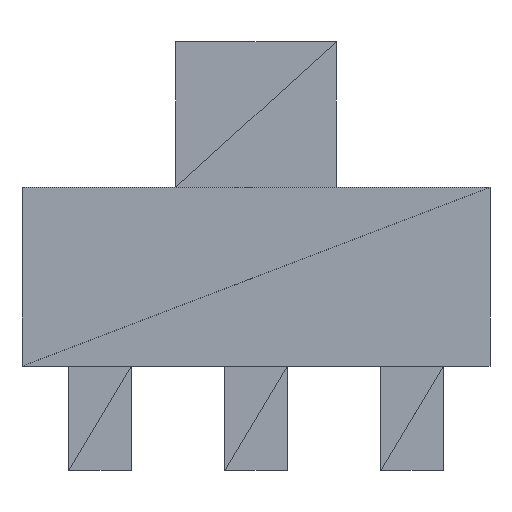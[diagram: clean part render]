
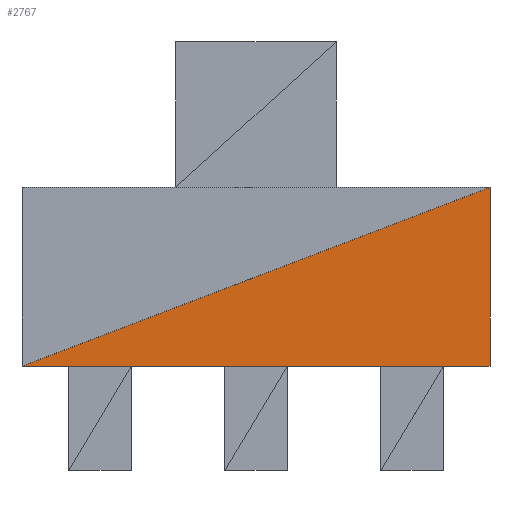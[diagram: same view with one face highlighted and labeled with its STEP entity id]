
A CAD part, front view. The second image highlights one B-rep face of the part: STEP entity #2767.
In plain terms, the highlighted planar face has unit normal (0, -1, 0).
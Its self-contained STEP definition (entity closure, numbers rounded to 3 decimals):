
#339 = VERTEX_POINT('',#340);
#340 = CARTESIAN_POINT('',(11.25,-7.,8.6));
#569 = PLANE('',#570);
#570 = AXIS2_PLACEMENT_3D('',#571,#572,#573);
#571 = CARTESIAN_POINT('',(-1.753,-7.,6.053));
#572 = DIRECTION('',(-0.,-1.,-0.));
#573 = DIRECTION('',(0.,0.,-1.));
#928 = VERTEX_POINT('',#929);
#929 = CARTESIAN_POINT('',(11.25,-7.,0.));
#1104 = PLANE('',#1105);
#1105 = AXIS2_PLACEMENT_3D('',#1106,#1107,#1108);
#1106 = CARTESIAN_POINT('',(-0.017,-6.393,0.));
#1107 = DIRECTION('',(-0.,-0.,-1.));
#1108 = DIRECTION('',(-1.,0.,0.));
#1145 = VERTEX_POINT('',#1146);
#1146 = CARTESIAN_POINT('',(-11.25,-7.,0.));
#1172 = EDGE_CURVE('',#928,#1145,#1173,.T.);
#1173 = SURFACE_CURVE('',#1174,(#1178,#1185),.PCURVE_S1.);
#1174 = LINE('',#1175,#1176);
#1175 = CARTESIAN_POINT('',(11.25,-7.,0.));
#1176 = VECTOR('',#1177,1.);
#1177 = DIRECTION('',(-1.,0.,0.));
#1178 = PCURVE('',#1104,#1179);
#1179 = DEFINITIONAL_REPRESENTATION('',(#1180),#1184);
#1180 = LINE('',#1181,#1182);
#1181 = CARTESIAN_POINT('',(-11.267,-0.607));
#1182 = VECTOR('',#1183,1.);
#1183 = DIRECTION('',(1.,0.));
#1184 = ( GEOMETRIC_REPRESENTATION_CONTEXT(2) 
PARAMETRIC_REPRESENTATION_CONTEXT() REPRESENTATION_CONTEXT('2D SPACE',''
  ) );
#1185 = PCURVE('',#1186,#1191);
#1186 = PLANE('',#1187);
#1187 = AXIS2_PLACEMENT_3D('',#1188,#1189,#1190);
#1188 = CARTESIAN_POINT('',(1.753,-7.,2.547));
#1189 = DIRECTION('',(-0.,-1.,-0.));
#1190 = DIRECTION('',(0.,0.,-1.));
#1191 = DEFINITIONAL_REPRESENTATION('',(#1192),#1195);
#1192 = B_SPLINE_CURVE_WITH_KNOTS('',1,(#1193,#1194),.UNSPECIFIED.,.F.,
  .F.,(2,2),(0.,22.5),.PIECEWISE_BEZIER_KNOTS.);
#1193 = CARTESIAN_POINT('',(2.547,9.497));
#1194 = CARTESIAN_POINT('',(2.547,-13.003));
#1195 = ( GEOMETRIC_REPRESENTATION_CONTEXT(2) 
PARAMETRIC_REPRESENTATION_CONTEXT() REPRESENTATION_CONTEXT('2D SPACE',''
  ) );
#1930 = PLANE('',#1931);
#1931 = AXIS2_PLACEMENT_3D('',#1932,#1933,#1934);
#1932 = CARTESIAN_POINT('',(11.25,-1.542,2.758));
#1933 = DIRECTION('',(1.,0.,0.));
#1934 = DIRECTION('',(-0.,0.,1.));
#2722 = EDGE_CURVE('',#339,#928,#2723,.T.);
#2723 = SURFACE_CURVE('',#2724,(#2728,#2735),.PCURVE_S1.);
#2724 = LINE('',#2725,#2726);
#2725 = CARTESIAN_POINT('',(11.25,-7.,8.6));
#2726 = VECTOR('',#2727,1.);
#2727 = DIRECTION('',(0.,0.,-1.));
#2728 = PCURVE('',#1930,#2729);
#2729 = DEFINITIONAL_REPRESENTATION('',(#2730),#2734);
#2730 = LINE('',#2731,#2732);
#2731 = CARTESIAN_POINT('',(5.842,5.458));
#2732 = VECTOR('',#2733,1.);
#2733 = DIRECTION('',(-1.,0.));
#2734 = ( GEOMETRIC_REPRESENTATION_CONTEXT(2) 
PARAMETRIC_REPRESENTATION_CONTEXT() REPRESENTATION_CONTEXT('2D SPACE',''
  ) );
#2735 = PCURVE('',#1186,#2736);
#2736 = DEFINITIONAL_REPRESENTATION('',(#2737),#2740);
#2737 = B_SPLINE_CURVE_WITH_KNOTS('',1,(#2738,#2739),.UNSPECIFIED.,.F.,
  .F.,(2,2),(0.,8.6),.PIECEWISE_BEZIER_KNOTS.);
#2738 = CARTESIAN_POINT('',(-6.053,9.497));
#2739 = CARTESIAN_POINT('',(2.547,9.497));
#2740 = ( GEOMETRIC_REPRESENTATION_CONTEXT(2) 
PARAMETRIC_REPRESENTATION_CONTEXT() REPRESENTATION_CONTEXT('2D SPACE',''
  ) );
#2746 = EDGE_CURVE('',#1145,#339,#2747,.T.);
#2747 = SURFACE_CURVE('',#2748,(#2752,#2759),.PCURVE_S1.);
#2748 = LINE('',#2749,#2750);
#2749 = CARTESIAN_POINT('',(-11.25,-7.,0.));
#2750 = VECTOR('',#2751,1.);
#2751 = DIRECTION('',(0.934,0.,0.357));
#2752 = PCURVE('',#569,#2753);
#2753 = DEFINITIONAL_REPRESENTATION('',(#2754),#2758);
#2754 = LINE('',#2755,#2756);
#2755 = CARTESIAN_POINT('',(6.053,-9.497));
#2756 = VECTOR('',#2757,1.);
#2757 = DIRECTION('',(-0.357,0.934));
#2758 = ( GEOMETRIC_REPRESENTATION_CONTEXT(2) 
PARAMETRIC_REPRESENTATION_CONTEXT() REPRESENTATION_CONTEXT('2D SPACE',''
  ) );
#2759 = PCURVE('',#1186,#2760);
#2760 = DEFINITIONAL_REPRESENTATION('',(#2761),#2764);
#2761 = B_SPLINE_CURVE_WITH_KNOTS('',1,(#2762,#2763),.UNSPECIFIED.,.F.,
  .F.,(2,2),(0.,24.088),.PIECEWISE_BEZIER_KNOTS.);
#2762 = CARTESIAN_POINT('',(2.547,-13.003));
#2763 = CARTESIAN_POINT('',(-6.053,9.497));
#2764 = ( GEOMETRIC_REPRESENTATION_CONTEXT(2) 
PARAMETRIC_REPRESENTATION_CONTEXT() REPRESENTATION_CONTEXT('2D SPACE',''
  ) );
#2767 = ADVANCED_FACE('',(#2768),#1186,.T.);
#2768 = FACE_BOUND('',#2769,.T.);
#2769 = EDGE_LOOP('',(#2770,#2771,#2772));
#2770 = ORIENTED_EDGE('',*,*,#2746,.F.);
#2771 = ORIENTED_EDGE('',*,*,#1172,.F.);
#2772 = ORIENTED_EDGE('',*,*,#2722,.F.);
